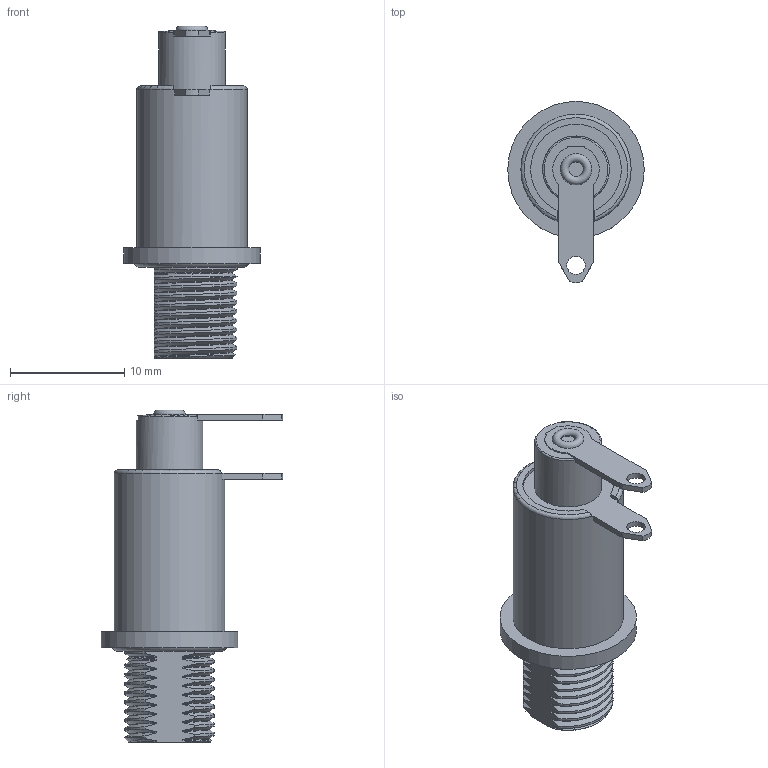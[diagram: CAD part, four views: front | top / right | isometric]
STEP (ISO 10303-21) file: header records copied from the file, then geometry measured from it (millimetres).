
FILE_DESCRIPTION (( 'STEP AP214' ), '1' );
FILE_NAME ('RAPC10U.STEP', '2013-09-27T17:33:23', ( ' ' ), ( ' ' ), 'SwSTEP 2.0', 'SolidWorks 2012', '' );
FILE_SCHEMA (( 'AUTOMOTIVE_DESIGN' ));
Length unit declared in the file: inch
Products named in the file (1): RAPC10U
Bounding box: 11.94 x 15.87 x 29.04 mm (x, y, z)
Volume: 1473.9 mm3; surface area: 1322.3 mm2
Topology: 1 solids, 2 shells, 107 faces, 287 edges, 190 vertices
Faces by surface type: cylinder 39, plane 35, bspline 22, torus 6, cone 5
Full cylindrical faces by diameter (mm): 1.27 x1, 1.6 x2, 1.905 x1, 1.981 x1, 5.791 x1, 5.842 x1, 9.652 x1, 11.938 x1
Entity records: 9595 total; most frequent: CARTESIAN_POINT 7244, ORIENTED_EDGE 530, DIRECTION 397, EDGE_CURVE 265, VERTEX_POINT 181, AXIS2_PLACEMENT_3D 145, EDGE_LOOP 132, FACE_OUTER_BOUND 119
